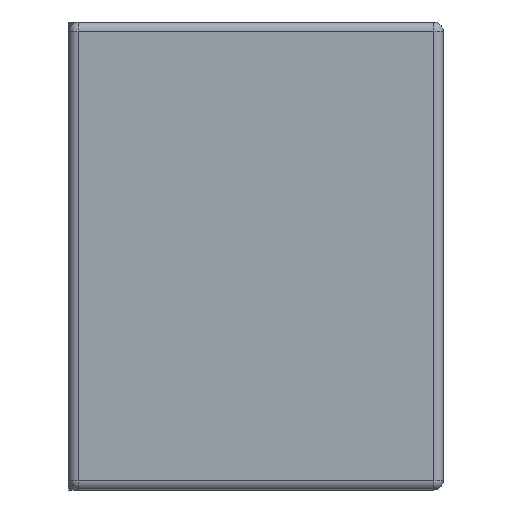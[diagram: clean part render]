
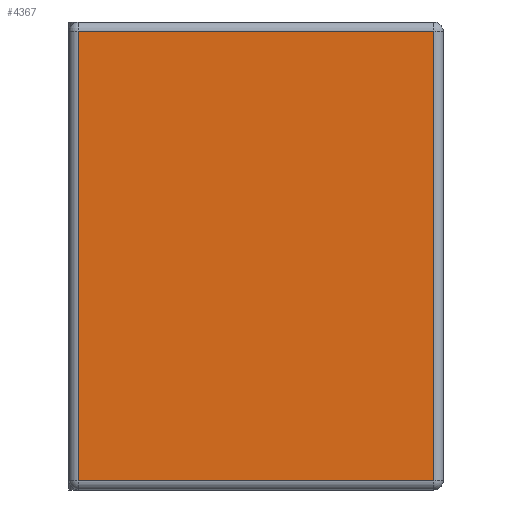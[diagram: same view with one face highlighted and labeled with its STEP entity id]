
A CAD part, left-side view. The second image highlights one B-rep face of the part: STEP entity #4367.
In plain terms, the highlighted planar face has unit normal (-1, 0, 0).
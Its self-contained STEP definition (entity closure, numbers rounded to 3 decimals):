
#457=PLANE('',#4724);
#580=LINE('',#5896,#956);
#582=LINE('',#5906,#958);
#587=LINE('',#5923,#963);
#589=LINE('',#5926,#965);
#956=VECTOR('',#5037,10.);
#958=VECTOR('',#5049,10.);
#963=VECTOR('',#5068,10.);
#965=VECTOR('',#5072,10.);
#1360=FACE_OUTER_BOUND('',#1618,.T.);
#1618=EDGE_LOOP('',(#3152,#3153,#3154,#3155));
#1915=VERTEX_POINT('',#5877);
#1921=VERTEX_POINT('',#5892);
#1922=VERTEX_POINT('',#5899);
#1929=VERTEX_POINT('',#5918);
#2379=EDGE_CURVE('',#1915,#1921,#580,.T.);
#2384=EDGE_CURVE('',#1922,#1915,#582,.T.);
#2393=EDGE_CURVE('',#1921,#1929,#587,.T.);
#2395=EDGE_CURVE('',#1929,#1922,#589,.T.);
#3152=ORIENTED_EDGE('',*,*,#2379,.F.);
#3153=ORIENTED_EDGE('',*,*,#2384,.F.);
#3154=ORIENTED_EDGE('',*,*,#2395,.F.);
#3155=ORIENTED_EDGE('',*,*,#2393,.F.);
#4367=ADVANCED_FACE('',(#1360),#457,.T.);
#4724=AXIS2_PLACEMENT_3D('',#5960,#5104,#5105);
#5037=DIRECTION('',(0.,1.,0.));
#5049=DIRECTION('',(0.,0.,-1.));
#5068=DIRECTION('',(0.,0.,1.));
#5072=DIRECTION('',(0.,-1.,0.));
#5104=DIRECTION('center_axis',(-1.,0.,0.));
#5105=DIRECTION('ref_axis',(0.,-1.,0.));
#5877=CARTESIAN_POINT('',(-0.5,-0.19,0.01));
#5892=CARTESIAN_POINT('',(-0.5,0.19,0.01));
#5896=CARTESIAN_POINT('',(-0.5,-0.185,0.01));
#5899=CARTESIAN_POINT('',(-0.5,-0.19,0.49));
#5906=CARTESIAN_POINT('',(-0.5,-0.19,0.));
#5918=CARTESIAN_POINT('',(-0.5,0.19,0.49));
#5923=CARTESIAN_POINT('',(-0.5,0.19,0.));
#5926=CARTESIAN_POINT('',(-0.5,-0.09,0.49));
#5960=CARTESIAN_POINT('Origin',(-0.5,-0.18,0.));
